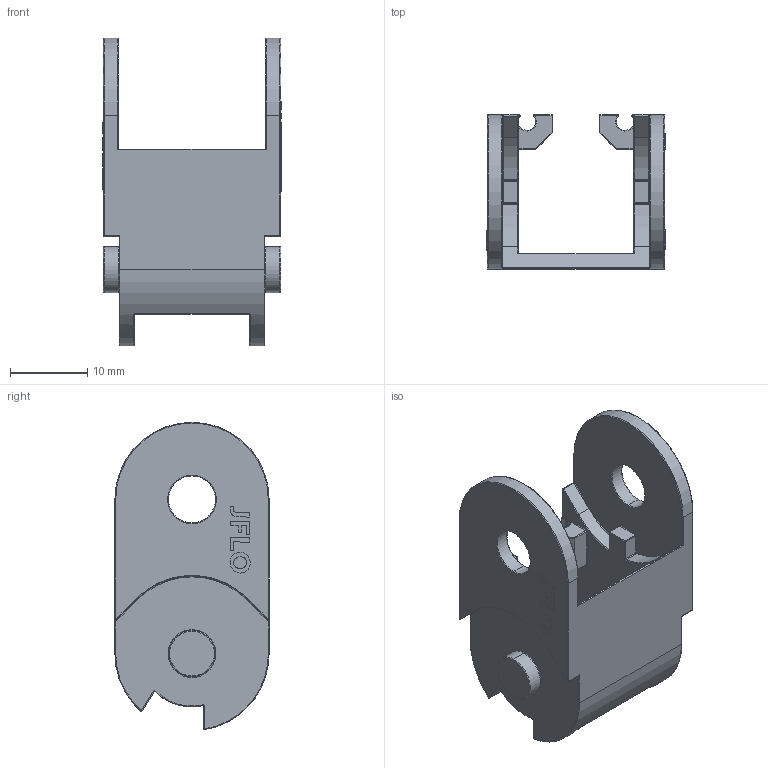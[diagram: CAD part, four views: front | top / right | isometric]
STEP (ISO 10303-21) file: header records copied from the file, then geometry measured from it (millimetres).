
FILE_DESCRIPTION (( 'STEP AP214' ), '1' );
FILE_NAME ('J15BF.1.Link.STEP', '2018-06-28T15:31:48', ( '' ), ( '' ), 'SwSTEP 2.0', 'SolidWorks 2017', '' );
FILE_SCHEMA (( 'AUTOMOTIVE_DESIGN' ));
Length unit declared in the file: millimetre
Products named in the file (1): J15BF.1.Link
Bounding box: 23.1 x 20 x 39.86 mm (x, y, z)
Volume: 3753 mm3; surface area: 4259.6 mm2
Topology: 1 solids, 1 shells, 564 faces, 1376 edges, 796 vertices
Faces by surface type: cylinder 161, plane 147, bspline 124, torus 80, sphere 52
Entity records: 22710 total; most frequent: CARTESIAN_POINT 8235, ORIENTED_EDGE 2668, DIRECTION 2438, EDGE_CURVE 1334, AXIS2_PLACEMENT_3D 915, VERTEX_POINT 796, VECTOR 608, LINE 608
